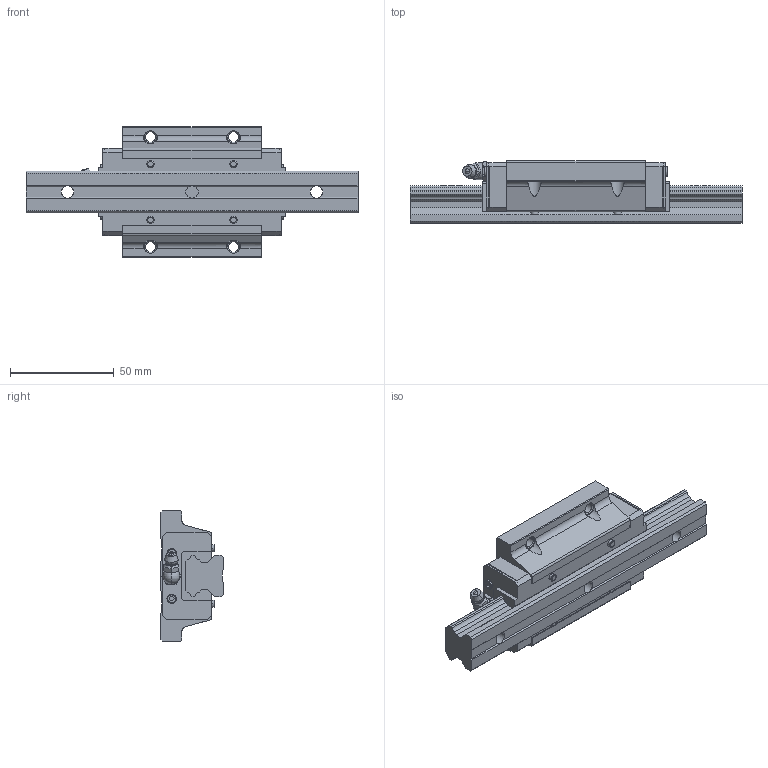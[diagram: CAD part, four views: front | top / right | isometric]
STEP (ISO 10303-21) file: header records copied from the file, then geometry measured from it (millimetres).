
FILE_DESCRIPTION( ( '' ), '1' );
FILE_NAME( 'HSR20 LA 1 SS +160L( 20B-M6F035000).stp', '2015-10-08T14:54:35', ( '' ), ( '' ), ' ', ' ', ' ' );
FILE_SCHEMA( ( 'automotive_design' ) );
Length unit declared in the file: millimetre
Products named in the file (3): 1; 2; 3
Bounding box: 160 x 30 x 63 mm (x, y, z)
Volume: 133594.9 mm3; surface area: 34406.7 mm2
Topology: 3 solids, 3 shells, 322 faces, 875 edges, 568 vertices
Faces by surface type: plane 192, cylinder 64, cone 38, torus 22, sphere 6
Entity records: 20107 total; most frequent: CARTESIAN_POINT 1998, STYLED_ITEM 1760, PRESENTATION_STYLE_ASSIGNMENT 1760, DIRECTION 1760, COLOUR_RGB 1760, ORIENTED_EDGE 1734, EDGE_CURVE 867, CURVE_STYLE 867
